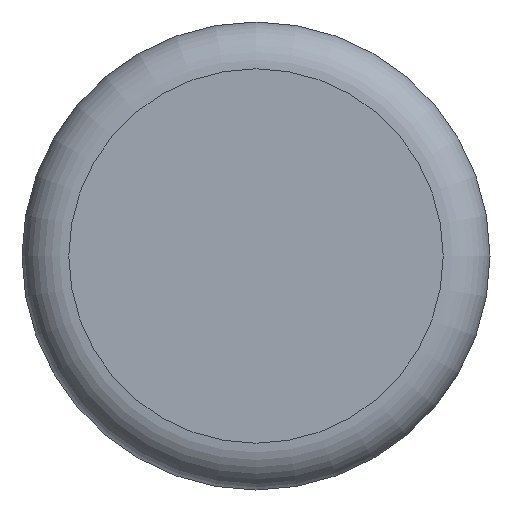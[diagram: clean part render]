
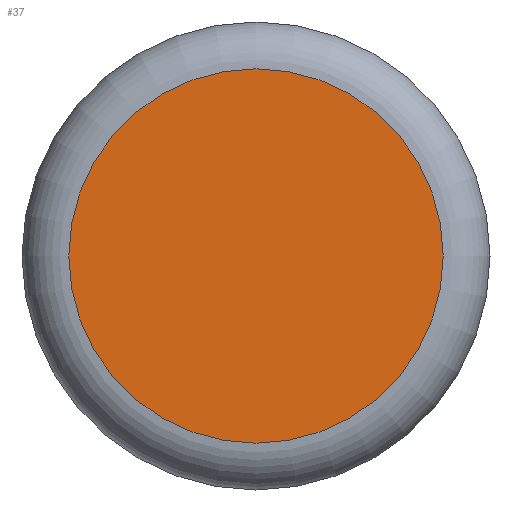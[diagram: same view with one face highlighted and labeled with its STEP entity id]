
A CAD part, left-side view. The second image highlights one B-rep face of the part: STEP entity #37.
In plain terms, the highlighted planar face has unit normal (-1, 0, 0).
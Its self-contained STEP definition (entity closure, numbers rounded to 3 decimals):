
#3 = VERTEX_POINT ( 'NONE', #240 ) ;
#37 = ADVANCED_FACE ( 'NONE', ( #176 ), #222, .F. ) ;
#49 = AXIS2_PLACEMENT_3D ( 'NONE', #177, #131, #253 ) ;
#78 = DIRECTION ( 'NONE',  ( 1., 0., 0. ) ) ;
#99 = DIRECTION ( 'NONE',  ( 0., 0., -1. ) ) ;
#121 = EDGE_CURVE ( 'NONE', #3, #3, #309, .T. ) ;
#127 = EDGE_LOOP ( 'NONE', ( #196 ) ) ;
#131 = DIRECTION ( 'NONE',  ( -1., 0., 0. ) ) ;
#176 = FACE_OUTER_BOUND ( 'NONE', #127, .T. ) ;
#177 = CARTESIAN_POINT ( 'NONE',  ( 0., 0., 0. ) ) ;
#196 = ORIENTED_EDGE ( 'NONE', *, *, #121, .T. ) ;
#222 = PLANE ( 'NONE',  #303 ) ;
#240 = CARTESIAN_POINT ( 'NONE',  ( 0., 0., 4. ) ) ;
#253 = DIRECTION ( 'NONE',  ( 0., 0., 1. ) ) ;
#280 = CARTESIAN_POINT ( 'NONE',  ( 0., 0., 0. ) ) ;
#303 = AXIS2_PLACEMENT_3D ( 'NONE', #280, #78, #99 ) ;
#309 = CIRCLE ( 'NONE', #49, 4. ) ;
